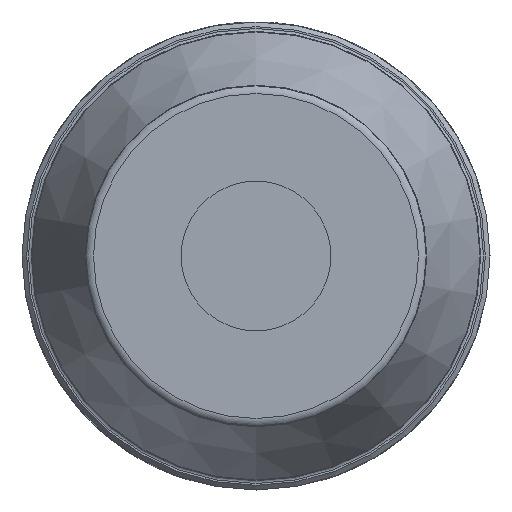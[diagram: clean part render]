
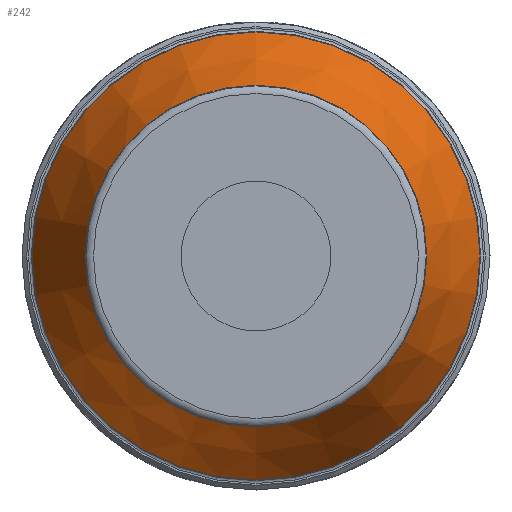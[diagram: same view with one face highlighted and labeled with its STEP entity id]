
A CAD part, left-side view. The second image highlights one B-rep face of the part: STEP entity #242.
In plain terms, the highlighted conical face has half-angle 25 degrees and reference radius 18.245 mm.
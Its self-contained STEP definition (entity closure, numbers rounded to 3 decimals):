
#52=CONICAL_SURFACE('',#764,18.245,25.);
#191=FACE_BOUND('',#354,.T.);
#192=FACE_BOUND('',#355,.T.);
#242=ADVANCED_FACE('',(#191,#192),#52,.T.);
#354=EDGE_LOOP('',(#502));
#355=EDGE_LOOP('',(#503));
#502=ORIENTED_EDGE('',*,*,#655,.T.);
#503=ORIENTED_EDGE('',*,*,#656,.F.);
#579=VERTEX_POINT('',#1616);
#580=VERTEX_POINT('',#1619);
#655=EDGE_CURVE('',#579,#579,#682,.T.);
#656=EDGE_CURVE('',#580,#580,#683,.T.);
#682=CIRCLE('',#761,23.934);
#683=CIRCLE('',#763,18.245);
#761=AXIS2_PLACEMENT_3D('',#1615,#929,#930);
#763=AXIS2_PLACEMENT_3D('',#1618,#933,#934);
#764=AXIS2_PLACEMENT_3D('',#1620,#935,#936);
#929=DIRECTION('',(-1.,0.,0.));
#930=DIRECTION('',(0.,0.,-1.));
#933=DIRECTION('',(-1.,0.,0.));
#934=DIRECTION('',(0.,0.,-1.));
#935=DIRECTION('',(1.,0.,0.));
#936=DIRECTION('',(0.,0.,-1.));
#1615=CARTESIAN_POINT('',(12.726,0.,0.));
#1616=CARTESIAN_POINT('',(12.726,0.,-23.934));
#1618=CARTESIAN_POINT('',(0.526,0.,0.));
#1619=CARTESIAN_POINT('',(0.526,0.,-18.245));
#1620=CARTESIAN_POINT('',(0.526,0.,0.));
